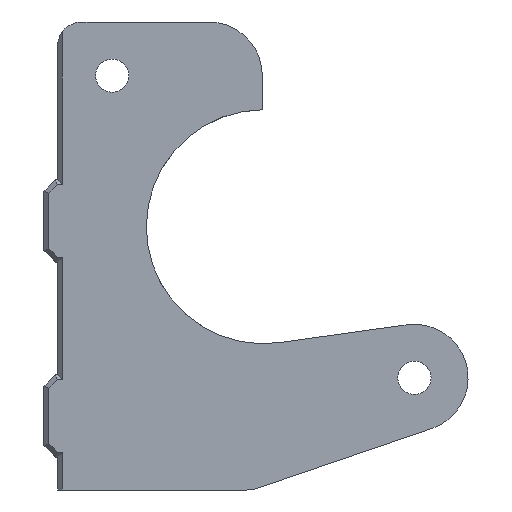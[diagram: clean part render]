
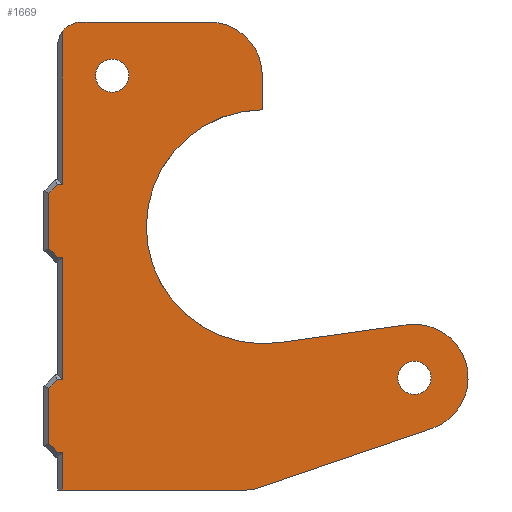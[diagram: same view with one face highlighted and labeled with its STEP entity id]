
A CAD part, front view. The second image highlights one B-rep face of the part: STEP entity #1669.
In plain terms, the highlighted planar face has unit normal (0, -1, 0).
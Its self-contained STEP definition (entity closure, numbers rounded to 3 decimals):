
#29=FACE_BOUND('',#299,.T.);
#30=FACE_BOUND('',#300,.T.);
#94=PLANE('',#1823);
#191=FACE_OUTER_BOUND('',#298,.T.);
#298=EDGE_LOOP('',(#1460,#1461,#1462,#1463,#1464,#1465,#1466,#1467,#1468,
#1469,#1470,#1471,#1472,#1473,#1474,#1475,#1476,#1477,#1478,#1479,#1480,
#1481,#1482));
#299=EDGE_LOOP('',(#1483));
#300=EDGE_LOOP('',(#1484));
#332=LINE('',#2350,#524);
#341=LINE('',#2378,#533);
#344=LINE('',#2384,#536);
#347=LINE('',#2390,#539);
#350=LINE('',#2396,#542);
#353=LINE('',#2402,#545);
#356=LINE('',#2408,#548);
#359=LINE('',#2414,#551);
#362=LINE('',#2420,#554);
#365=LINE('',#2426,#557);
#368=LINE('',#2432,#560);
#371=LINE('',#2438,#563);
#374=LINE('',#2444,#566);
#376=LINE('',#2448,#568);
#462=LINE('',#2685,#654);
#465=LINE('',#2692,#657);
#466=LINE('',#2695,#658);
#468=LINE('',#2700,#660);
#524=VECTOR('',#1891,10.);
#533=VECTOR('',#1914,10.);
#536=VECTOR('',#1919,10.);
#539=VECTOR('',#1924,10.);
#542=VECTOR('',#1929,10.);
#545=VECTOR('',#1934,10.);
#548=VECTOR('',#1939,10.);
#551=VECTOR('',#1944,10.);
#554=VECTOR('',#1949,10.);
#557=VECTOR('',#1954,10.);
#560=VECTOR('',#1959,10.);
#563=VECTOR('',#1964,10.);
#566=VECTOR('',#1969,10.);
#568=VECTOR('',#1973,10.);
#654=VECTOR('',#2193,10.);
#657=VECTOR('',#2202,10.);
#658=VECTOR('',#2205,10.);
#660=VECTOR('',#2213,10.);
#715=CIRCLE('',#1726,4.);
#722=CIRCLE('',#1766,2.5);
#729=CIRCLE('',#1799,12.);
#732=CIRCLE('',#1804,1.7);
#735=CIRCLE('',#1809,1.7);
#738=CIRCLE('',#1817,5.5);
#739=CIRCLE('',#1821,5.5);
#746=VERTEX_POINT('',#2335);
#747=VERTEX_POINT('',#2336);
#752=VERTEX_POINT('',#2348);
#763=VERTEX_POINT('',#2375);
#764=VERTEX_POINT('',#2377);
#766=VERTEX_POINT('',#2383);
#768=VERTEX_POINT('',#2389);
#770=VERTEX_POINT('',#2395);
#772=VERTEX_POINT('',#2401);
#774=VERTEX_POINT('',#2407);
#776=VERTEX_POINT('',#2413);
#778=VERTEX_POINT('',#2419);
#780=VERTEX_POINT('',#2425);
#782=VERTEX_POINT('',#2431);
#784=VERTEX_POINT('',#2437);
#786=VERTEX_POINT('',#2443);
#787=VERTEX_POINT('',#2447);
#813=VERTEX_POINT('',#2527);
#843=VERTEX_POINT('',#2649);
#844=VERTEX_POINT('',#2651);
#847=VERTEX_POINT('',#2662);
#850=VERTEX_POINT('',#2671);
#853=VERTEX_POINT('',#2684);
#854=VERTEX_POINT('',#2688);
#855=VERTEX_POINT('',#2694);
#897=EDGE_CURVE('',#746,#747,#715,.T.);
#904=EDGE_CURVE('',#746,#752,#332,.T.);
#917=EDGE_CURVE('',#763,#764,#341,.T.);
#920=EDGE_CURVE('',#764,#766,#344,.T.);
#923=EDGE_CURVE('',#766,#768,#347,.T.);
#926=EDGE_CURVE('',#768,#770,#350,.T.);
#929=EDGE_CURVE('',#770,#772,#353,.T.);
#932=EDGE_CURVE('',#772,#774,#356,.T.);
#935=EDGE_CURVE('',#774,#776,#359,.T.);
#938=EDGE_CURVE('',#776,#778,#362,.T.);
#941=EDGE_CURVE('',#778,#780,#365,.T.);
#944=EDGE_CURVE('',#780,#782,#368,.T.);
#947=EDGE_CURVE('',#782,#784,#371,.T.);
#950=EDGE_CURVE('',#784,#786,#374,.T.);
#952=EDGE_CURVE('',#786,#787,#376,.T.);
#992=EDGE_CURVE('',#813,#787,#722,.T.);
#1046=EDGE_CURVE('',#844,#843,#729,.T.);
#1052=EDGE_CURVE('',#847,#847,#732,.T.);
#1056=EDGE_CURVE('',#850,#850,#735,.T.);
#1062=EDGE_CURVE('',#853,#813,#462,.T.);
#1064=EDGE_CURVE('',#854,#853,#738,.T.);
#1066=EDGE_CURVE('',#843,#854,#465,.T.);
#1067=EDGE_CURVE('',#855,#844,#466,.T.);
#1069=EDGE_CURVE('',#752,#855,#739,.T.);
#1070=EDGE_CURVE('',#763,#747,#468,.T.);
#1460=ORIENTED_EDGE('',*,*,#897,.F.);
#1461=ORIENTED_EDGE('',*,*,#904,.T.);
#1462=ORIENTED_EDGE('',*,*,#1069,.T.);
#1463=ORIENTED_EDGE('',*,*,#1067,.T.);
#1464=ORIENTED_EDGE('',*,*,#1046,.T.);
#1465=ORIENTED_EDGE('',*,*,#1066,.T.);
#1466=ORIENTED_EDGE('',*,*,#1064,.T.);
#1467=ORIENTED_EDGE('',*,*,#1062,.T.);
#1468=ORIENTED_EDGE('',*,*,#992,.T.);
#1469=ORIENTED_EDGE('',*,*,#952,.F.);
#1470=ORIENTED_EDGE('',*,*,#950,.F.);
#1471=ORIENTED_EDGE('',*,*,#947,.F.);
#1472=ORIENTED_EDGE('',*,*,#944,.F.);
#1473=ORIENTED_EDGE('',*,*,#941,.F.);
#1474=ORIENTED_EDGE('',*,*,#938,.F.);
#1475=ORIENTED_EDGE('',*,*,#935,.F.);
#1476=ORIENTED_EDGE('',*,*,#932,.F.);
#1477=ORIENTED_EDGE('',*,*,#929,.F.);
#1478=ORIENTED_EDGE('',*,*,#926,.F.);
#1479=ORIENTED_EDGE('',*,*,#923,.F.);
#1480=ORIENTED_EDGE('',*,*,#920,.F.);
#1481=ORIENTED_EDGE('',*,*,#917,.F.);
#1482=ORIENTED_EDGE('',*,*,#1070,.T.);
#1483=ORIENTED_EDGE('',*,*,#1052,.F.);
#1484=ORIENTED_EDGE('',*,*,#1056,.F.);
#1669=ADVANCED_FACE('',(#191,#29,#30),#94,.F.);
#1726=AXIS2_PLACEMENT_3D('',#2337,#1879,#1880);
#1766=AXIS2_PLACEMENT_3D('',#2528,#2044,#2045);
#1799=AXIS2_PLACEMENT_3D('',#2652,#2152,#2153);
#1804=AXIS2_PLACEMENT_3D('',#2663,#2165,#2166);
#1809=AXIS2_PLACEMENT_3D('',#2672,#2176,#2177);
#1817=AXIS2_PLACEMENT_3D('',#2689,#2197,#2198);
#1821=AXIS2_PLACEMENT_3D('',#2698,#2209,#2210);
#1823=AXIS2_PLACEMENT_3D('',#2701,#2214,#2215);
#1879=DIRECTION('center_axis',(0.,1.,0.));
#1880=DIRECTION('ref_axis',(0.164,0.,-0.986));
#1891=DIRECTION('',(0.946,0.,0.324));
#1914=DIRECTION('',(0.,0.,1.));
#1919=DIRECTION('',(-1.,0.,0.));
#1924=DIRECTION('',(-0.707,0.,0.707));
#1929=DIRECTION('',(0.,0.,1.));
#1934=DIRECTION('',(0.707,0.,0.707));
#1939=DIRECTION('',(1.,0.,0.));
#1944=DIRECTION('',(0.,0.,1.));
#1949=DIRECTION('',(-1.,0.,0.));
#1954=DIRECTION('',(-0.707,0.,0.707));
#1959=DIRECTION('',(0.,0.,1.));
#1964=DIRECTION('',(0.707,0.,0.707));
#1969=DIRECTION('',(1.,0.,0.));
#1973=DIRECTION('',(0.,0.,1.));
#2044=DIRECTION('center_axis',(0.,-1.,0.));
#2045=DIRECTION('ref_axis',(-1.,0.,0.));
#2152=DIRECTION('center_axis',(0.,1.,0.));
#2153=DIRECTION('ref_axis',(0.139,0.,-0.99));
#2165=DIRECTION('center_axis',(0.,-1.,0.));
#2166=DIRECTION('ref_axis',(1.,0.,0.));
#2176=DIRECTION('center_axis',(0.,-1.,0.));
#2177=DIRECTION('ref_axis',(1.,0.,0.));
#2193=DIRECTION('',(-1.,0.,0.));
#2197=DIRECTION('center_axis',(0.,-1.,0.));
#2198=DIRECTION('ref_axis',(0.,0.,1.));
#2202=DIRECTION('',(0.,0.,1.));
#2205=DIRECTION('',(-0.99,0.,-0.139));
#2209=DIRECTION('center_axis',(0.,-1.,0.));
#2210=DIRECTION('ref_axis',(-0.139,0.,0.99));
#2213=DIRECTION('',(1.,0.,0.));
#2214=DIRECTION('center_axis',(0.,1.,0.));
#2215=DIRECTION('ref_axis',(1.,0.,0.));
#2335=CARTESIAN_POINT('',(15.03,-8.,-11.284));
#2336=CARTESIAN_POINT('',(13.734,-8.,-11.5));
#2337=CARTESIAN_POINT('Origin',(13.734,-8.,-7.5));
#2348=CARTESIAN_POINT('',(32.782,-8.,-5.203));
#2350=CARTESIAN_POINT('',(32.782,-8.,-5.203));
#2375=CARTESIAN_POINT('',(-5.1,-8.,-11.5));
#2377=CARTESIAN_POINT('',(-5.1,-8.,-7.625));
#2378=CARTESIAN_POINT('',(-5.1,-8.,2.187));
#2383=CARTESIAN_POINT('',(-5.618,-8.,-7.625));
#2384=CARTESIAN_POINT('',(4.813,-8.,-7.625));
#2389=CARTESIAN_POINT('',(-6.5,-8.,-6.743));
#2390=CARTESIAN_POINT('',(-5.896,-8.,-7.346));
#2395=CARTESIAN_POINT('',(-6.5,-8.,-1.057));
#2396=CARTESIAN_POINT('',(-6.5,-8.,5.825));
#2401=CARTESIAN_POINT('',(-5.618,-8.,-0.175));
#2402=CARTESIAN_POINT('',(2.891,-8.,8.334));
#2407=CARTESIAN_POINT('',(-5.1,-8.,-0.175));
#2408=CARTESIAN_POINT('',(4.925,-8.,-0.175));
#2413=CARTESIAN_POINT('',(-5.1,-8.,12.375));
#2414=CARTESIAN_POINT('',(-5.1,-8.,12.188));
#2419=CARTESIAN_POINT('',(-5.618,-8.,12.375));
#2420=CARTESIAN_POINT('',(4.813,-8.,12.375));
#2425=CARTESIAN_POINT('',(-6.5,-8.,13.257));
#2426=CARTESIAN_POINT('',(-0.896,-8.,7.654));
#2431=CARTESIAN_POINT('',(-6.5,-8.,18.943));
#2432=CARTESIAN_POINT('',(-6.5,-8.,15.825));
#2437=CARTESIAN_POINT('',(-5.618,-8.,19.825));
#2438=CARTESIAN_POINT('',(-2.109,-8.,23.334));
#2443=CARTESIAN_POINT('',(-5.1,-8.,19.825));
#2444=CARTESIAN_POINT('',(4.925,-8.,19.825));
#2447=CARTESIAN_POINT('',(-5.1,-8.,35.5));
#2448=CARTESIAN_POINT('',(-5.1,-8.,23.25));
#2527=CARTESIAN_POINT('',(-3.1,-8.,36.5));
#2528=CARTESIAN_POINT('Origin',(-3.1,-8.,34.));
#2649=CARTESIAN_POINT('',(15.4,-8.,27.5));
#2651=CARTESIAN_POINT('',(17.164,-8.,3.616));
#2652=CARTESIAN_POINT('Origin',(15.5,-8.,15.5));
#2662=CARTESIAN_POINT('',(29.3,-8.,0.));
#2663=CARTESIAN_POINT('Origin',(31.,-8.,0.));
#2671=CARTESIAN_POINT('',(-1.7,-8.,31.));
#2672=CARTESIAN_POINT('Origin',(0.,-8.,31.));
#2684=CARTESIAN_POINT('',(9.9,-8.,36.5));
#2685=CARTESIAN_POINT('',(-3.1,-8.,36.5));
#2688=CARTESIAN_POINT('',(15.4,-8.,31.));
#2689=CARTESIAN_POINT('Origin',(9.9,-8.,31.));
#2692=CARTESIAN_POINT('',(15.4,-8.,27.5));
#2694=CARTESIAN_POINT('',(30.237,-8.,5.447));
#2695=CARTESIAN_POINT('',(17.164,-8.,3.616));
#2698=CARTESIAN_POINT('Origin',(31.,-8.,0.));
#2700=CARTESIAN_POINT('',(-5.6,-8.,-11.5));
#2701=CARTESIAN_POINT('Origin',(15.45,-8.,12.5));
